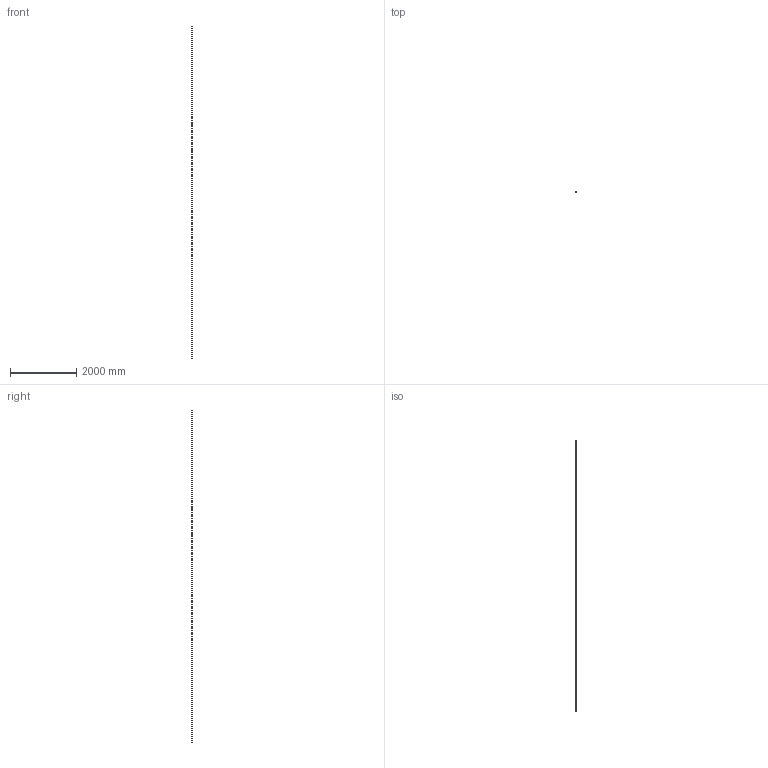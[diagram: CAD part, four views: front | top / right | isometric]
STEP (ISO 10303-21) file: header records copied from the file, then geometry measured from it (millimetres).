
FILE_DESCRIPTION (( 'STEP AP203' ), '1' );
FILE_NAME ('sone3D.STEP', '2013-12-02T02:03:27', ( '' ), ( '' ), 'SwSTEP 2.0', 'SolidWorks 2012', '' );
FILE_SCHEMA (( 'CONFIG_CONTROL_DESIGN' ));
Length unit declared in the file: millimetre
Products named in the file (1): sone3D
Bounding box: 16.5 x 16 x 10000 mm (x, y, z)
Volume: 938072.2 mm3; surface area: 1257196.3 mm2
Topology: 1 solids, 1 shells, 30 faces, 84 edges, 56 vertices
Faces by surface type: plane 19, cylinder 11
Entity records: 1051 total; most frequent: CARTESIAN_POINT 171, DIRECTION 168, ORIENTED_EDGE 168, EDGE_CURVE 84, LINE 62, VECTOR 62, VERTEX_POINT 56, AXIS2_PLACEMENT_3D 53
